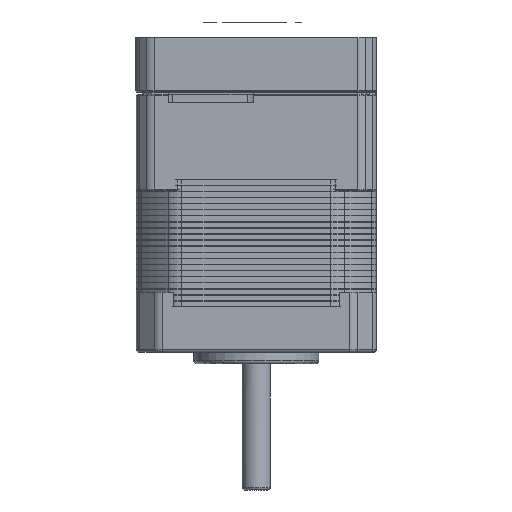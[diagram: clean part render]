
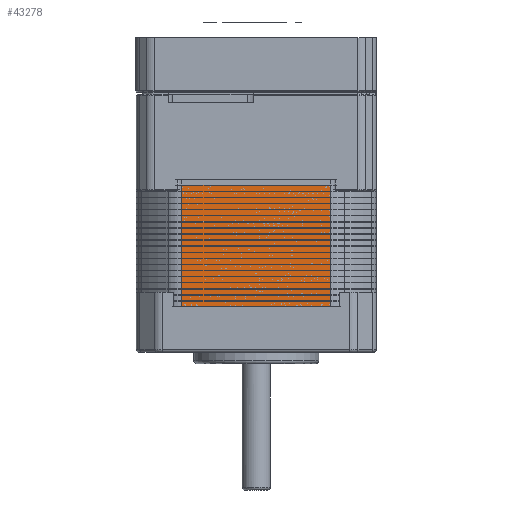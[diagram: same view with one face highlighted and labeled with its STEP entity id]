
A CAD part, left-side view. The second image highlights one B-rep face of the part: STEP entity #43278.
In plain terms, the highlighted planar face has unit normal (-1, 0, 0).
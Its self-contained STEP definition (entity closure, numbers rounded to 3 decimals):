
#1523=PLANE('',#45990);
#2920=FACE_OUTER_BOUND('',#5328,.T.);
#5328=EDGE_LOOP('',(#29902,#29903,#29904,#29905));
#8024=LINE('',#63337,#12396);
#8048=LINE('',#63442,#12420);
#8049=LINE('',#63445,#12421);
#8050=LINE('',#63446,#12422);
#12396=VECTOR('',#50451,10.);
#12420=VECTOR('',#50569,1000.);
#12421=VECTOR('',#50572,10.);
#12422=VECTOR('',#50573,1000.);
#18662=VERTEX_POINT('',#63334);
#18663=VERTEX_POINT('',#63336);
#18697=VERTEX_POINT('',#63440);
#18698=VERTEX_POINT('',#63444);
#23076=EDGE_CURVE('',#18663,#18662,#8024,.T.);
#23129=EDGE_CURVE('',#18697,#18663,#8048,.T.);
#23130=EDGE_CURVE('',#18697,#18698,#8049,.T.);
#23131=EDGE_CURVE('',#18662,#18698,#8050,.T.);
#29902=ORIENTED_EDGE('',*,*,#23130,.F.);
#29903=ORIENTED_EDGE('',*,*,#23129,.T.);
#29904=ORIENTED_EDGE('',*,*,#23076,.T.);
#29905=ORIENTED_EDGE('',*,*,#23131,.T.);
#43278=ADVANCED_FACE('',(#2920),#1523,.T.);
#45990=AXIS2_PLACEMENT_3D('',#63443,#50570,#50571);
#50451=DIRECTION('',(0.,-1.,0.));
#50569=DIRECTION('',(0.,0.,-1.));
#50570=DIRECTION('center_axis',(-1.,0.,0.));
#50571=DIRECTION('ref_axis',(0.,1.,0.));
#50572=DIRECTION('',(0.,-1.,0.));
#50573=DIRECTION('',(0.,0.,1.));
#63334=CARTESIAN_POINT('',(-25.85,-28.132,1062.7));
#63336=CARTESIAN_POINT('',(-25.85,-1.868,1062.7));
#63337=CARTESIAN_POINT('',(-25.85,-15.,1062.7));
#63440=CARTESIAN_POINT('',(-25.85,-1.868,1084.2));
#63442=CARTESIAN_POINT('',(-25.85,-1.868,1056.7));
#63443=CARTESIAN_POINT('Origin',(-25.85,-15.,1041.7));
#63444=CARTESIAN_POINT('',(-25.85,-28.132,1084.2));
#63445=CARTESIAN_POINT('',(-25.85,-15.,1084.2));
#63446=CARTESIAN_POINT('',(-25.85,-28.132,1049.7));
